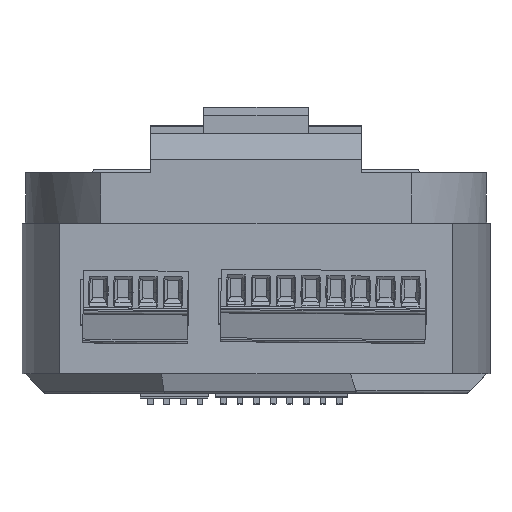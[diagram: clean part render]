
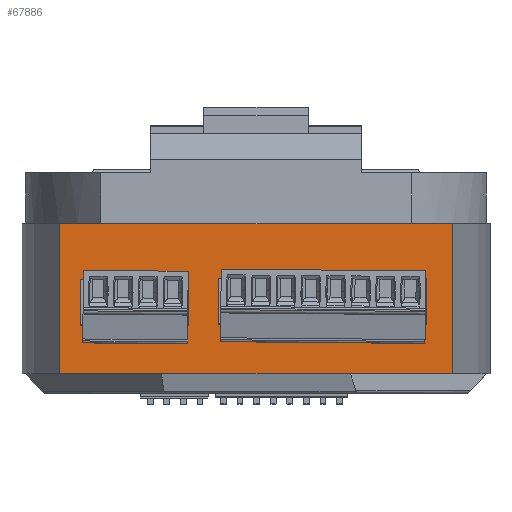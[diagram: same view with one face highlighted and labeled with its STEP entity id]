
A CAD part, front view. The second image highlights one B-rep face of the part: STEP entity #67886.
In plain terms, the highlighted planar face has unit normal (0, -1, 0).
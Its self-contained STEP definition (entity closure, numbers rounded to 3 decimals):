
#7571 = CARTESIAN_POINT ( 'NONE',  ( -33.27, -52.849, -18.84 ) ) ;
#11293 = DIRECTION ( 'NONE',  ( 1., 0., 0. ) ) ;
#12115 = CARTESIAN_POINT ( 'NONE',  ( -33.27, -52.849, 4.16 ) ) ;
#12833 = DIRECTION ( 'NONE',  ( 0., 1., 0. ) ) ;
#12997 = CARTESIAN_POINT ( 'NONE',  ( -33.27, -52.849, -18.84 ) ) ;
#13385 = CARTESIAN_POINT ( 'NONE',  ( 32.53, -52.849, -18.84 ) ) ;
#13601 = FACE_OUTER_BOUND ( 'NONE', #142295, .T. ) ;
#27853 = ORIENTED_EDGE ( 'NONE', *, *, #28953, .F. ) ;
#28953 = EDGE_CURVE ( 'NONE', #133601, #65432, #120079, .T. ) ;
#40015 = VECTOR ( 'NONE', #60718, 1000. ) ;
#41750 = EDGE_CURVE ( 'NONE', #65432, #49454, #50351, .T. ) ;
#48394 = LINE ( 'NONE', #106982, #85712 ) ;
#49454 = VERTEX_POINT ( 'NONE', #96216 ) ;
#50351 = LINE ( 'NONE', #118384, #80440 ) ;
#57874 = CARTESIAN_POINT ( 'NONE',  ( 26.73, -52.849, -18.84 ) ) ;
#60718 = DIRECTION ( 'NONE',  ( 0., 0., 1. ) ) ;
#60988 = ORIENTED_EDGE ( 'NONE', *, *, #81904, .T. ) ;
#65432 = VERTEX_POINT ( 'NONE', #12115 ) ;
#67886 = ADVANCED_FACE ( 'NONE', ( #13601 ), #73807, .F. ) ;
#73807 = PLANE ( 'NONE',  #149784 ) ;
#78215 = ORIENTED_EDGE ( 'NONE', *, *, #88201, .T. ) ;
#80440 = VECTOR ( 'NONE', #11293, 1000. ) ;
#81904 = EDGE_CURVE ( 'NONE', #145570, #49454, #48394, .T. ) ;
#85712 = VECTOR ( 'NONE', #93717, 1000. ) ;
#88201 = EDGE_CURVE ( 'NONE', #133601, #145570, #120464, .T. ) ;
#93717 = DIRECTION ( 'NONE',  ( 0., 0., 1. ) ) ;
#96216 = CARTESIAN_POINT ( 'NONE',  ( 26.73, -52.849, 4.16 ) ) ;
#97222 = CARTESIAN_POINT ( 'NONE',  ( 32.53, -52.849, 4.16 ) ) ;
#98572 = DIRECTION ( 'NONE',  ( 1., 0., 0. ) ) ;
#104496 = DIRECTION ( 'NONE',  ( 0., 0., 1. ) ) ;
#106982 = CARTESIAN_POINT ( 'NONE',  ( 26.73, -52.849, -18.84 ) ) ;
#109134 = VECTOR ( 'NONE', #98572, 1000. ) ;
#118384 = CARTESIAN_POINT ( 'NONE',  ( 32.53, -52.849, 4.16 ) ) ;
#120079 = LINE ( 'NONE', #12997, #40015 ) ;
#120464 = LINE ( 'NONE', #13385, #109134 ) ;
#133601 = VERTEX_POINT ( 'NONE', #7571 ) ;
#142295 = EDGE_LOOP ( 'NONE', ( #154066, #27853, #78215, #60988 ) ) ;
#145570 = VERTEX_POINT ( 'NONE', #57874 ) ;
#149784 = AXIS2_PLACEMENT_3D ( 'NONE', #97222, #12833, #104496 ) ;
#154066 = ORIENTED_EDGE ( 'NONE', *, *, #41750, .F. ) ;
